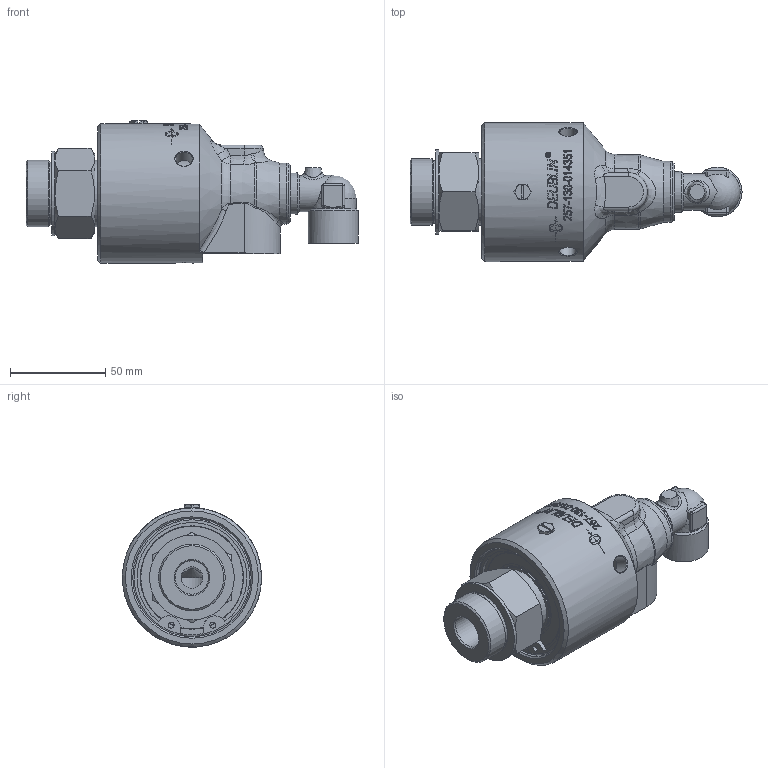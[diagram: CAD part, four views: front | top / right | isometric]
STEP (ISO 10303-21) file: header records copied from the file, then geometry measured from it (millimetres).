
FILE_DESCRIPTION((''),'2;1');
FILE_NAME('257-130-014351_IC.stp','2015-07-14T14:59:54',('fdahl'),(''),'Autodesk Inventor 2013','Autodesk Inventor 2013','');
FILE_SCHEMA(('AUTOMOTIVE_DESIGN { 1 0 10303 214 1 1 1 1 }'));
Length unit declared in the file: millimetre
Products named in the file (1): 257-130-014351_Shrinkwrap_1
Bounding box: 174.08 x 72.92 x 74.59 mm (x, y, z)
Volume: 294260.1 mm3; surface area: 60594.2 mm2
Topology: 4 solids, 4 shells, 558 faces, 1437 edges, 918 vertices
Faces by surface type: plane 234, bspline 154, cylinder 97, cone 45, torus 15, sphere 13
Full cylindrical faces by diameter (mm): 3.12 x2, 5.359 x1, 8.6 x3, 11.445 x1, 17.475 x1, 17.5 x1, 19 x1, 24.117 x1, 25.4 x1, 26 x1, 29.3 x1, 32 x1, 34.9 x1, 35 x3, 41.2 x1, 44.5 x1, 53.7 x1, 54.1 x1, 55.3 x1, 62 x1, 62.05 x1, 66.9 x1, 73 x1
Entity records: 20845 total; most frequent: CARTESIAN_POINT 8283, ORIENTED_EDGE 2670, DIRECTION 2219, EDGE_CURVE 1335, VERTEX_POINT 887, AXIS2_PLACEMENT_3D 883, EDGE_LOOP 680, FACE_OUTER_BOUND 558
